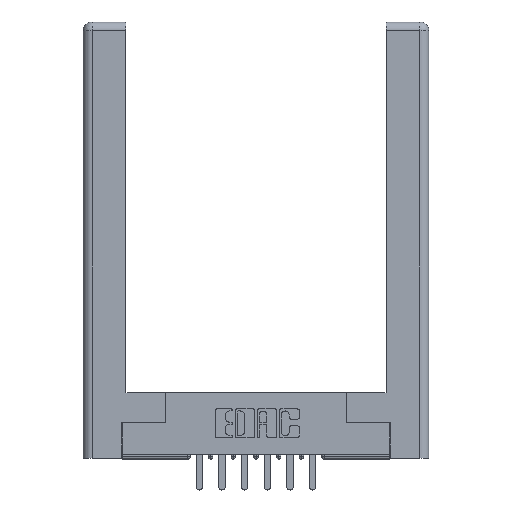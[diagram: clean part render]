
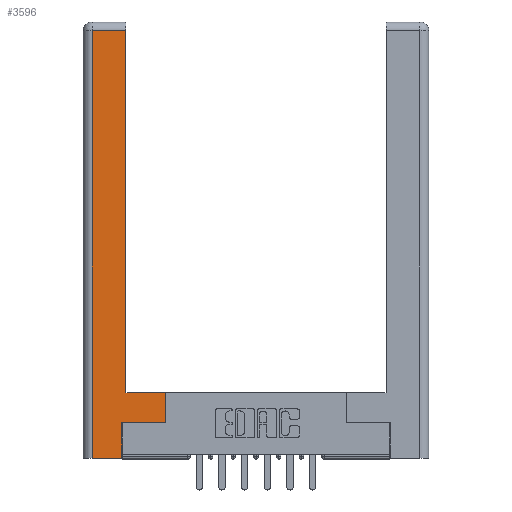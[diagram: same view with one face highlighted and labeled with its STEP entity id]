
A CAD part, top view. The second image highlights one B-rep face of the part: STEP entity #3596.
In plain terms, the highlighted planar face has unit normal (0, 0, 1).
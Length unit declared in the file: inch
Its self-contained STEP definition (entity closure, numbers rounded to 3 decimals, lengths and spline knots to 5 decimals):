
#42 = CARTESIAN_POINT ( 'NONE',  ( 0.295, 3., 0. ) ) ;
#145 = LINE ( 'NONE', #6092, #10005 ) ;
#228 = EDGE_LOOP ( 'NONE', ( #6208, #9381, #787, #11017, #12661, #13167, #1866, #7365 ) ) ;
#273 = DIRECTION ( 'NONE',  ( -1., 0., 0. ) ) ;
#787 = ORIENTED_EDGE ( 'NONE', *, *, #901, .T. ) ;
#901 = EDGE_CURVE ( 'NONE', #4776, #4421, #145, .T. ) ;
#1004 = VERTEX_POINT ( 'NONE', #10415 ) ;
#1024 = DIRECTION ( 'NONE',  ( 0., -1., 0. ) ) ;
#1042 = CARTESIAN_POINT ( 'NONE',  ( 0.265, 0.245, 0. ) ) ;
#1348 = CARTESIAN_POINT ( 'NONE',  ( 0.295, 0.45, 0. ) ) ;
#1377 = CARTESIAN_POINT ( 'NONE',  ( 0.295, 2.94, 0. ) ) ;
#1408 = VECTOR ( 'NONE', #3178, 39.37008 ) ;
#1598 = CARTESIAN_POINT ( 'NONE',  ( 0.265, 0., 0. ) ) ;
#1624 = EDGE_CURVE ( 'NONE', #6276, #1004, #12923, .T. ) ;
#1866 = ORIENTED_EDGE ( 'NONE', *, *, #5078, .T. ) ;
#1919 = VECTOR ( 'NONE', #7114, 39.37008 ) ;
#2372 = VECTOR ( 'NONE', #7628, 39.37008 ) ;
#2399 = CARTESIAN_POINT ( 'NONE',  ( 0.565, 0.45, 0. ) ) ;
#2816 = LINE ( 'NONE', #3466, #7781 ) ;
#3178 = DIRECTION ( 'NONE',  ( 0., 1., 0. ) ) ;
#3466 = CARTESIAN_POINT ( 'NONE',  ( 0.265, 0.245, 0. ) ) ;
#3516 = DIRECTION ( 'NONE',  ( 0., 1., 0. ) ) ;
#3596 = ADVANCED_FACE ( 'NONE', ( #8648 ), #7802, .F. ) ;
#4062 = CARTESIAN_POINT ( 'NONE',  ( 0.565, 0.45, 0. ) ) ;
#4160 = LINE ( 'NONE', #4062, #1919 ) ;
#4421 = VERTEX_POINT ( 'NONE', #4516 ) ;
#4516 = CARTESIAN_POINT ( 'NONE',  ( 0.0615, 0., 0. ) ) ;
#4524 = VERTEX_POINT ( 'NONE', #1377 ) ;
#4776 = VERTEX_POINT ( 'NONE', #9332 ) ;
#5078 = EDGE_CURVE ( 'NONE', #1004, #5847, #4160, .T. ) ;
#5514 = DIRECTION ( 'NONE',  ( 1., 0., 0. ) ) ;
#5847 = VERTEX_POINT ( 'NONE', #2399 ) ;
#6092 = CARTESIAN_POINT ( 'NONE',  ( 0.0615, 0., 0. ) ) ;
#6208 = ORIENTED_EDGE ( 'NONE', *, *, #11890, .T. ) ;
#6276 = VERTEX_POINT ( 'NONE', #1042 ) ;
#6768 = EDGE_CURVE ( 'NONE', #4524, #4776, #8817, .T. ) ;
#6944 = DIRECTION ( 'NONE',  ( -1., 0., 0. ) ) ;
#7114 = DIRECTION ( 'NONE',  ( 0., 1., 0. ) ) ;
#7365 = ORIENTED_EDGE ( 'NONE', *, *, #13251, .T. ) ;
#7628 = DIRECTION ( 'NONE',  ( -1., 0., 0. ) ) ;
#7667 = LINE ( 'NONE', #1348, #10092 ) ;
#7781 = VECTOR ( 'NONE', #3516, 39.37008 ) ;
#7802 = PLANE ( 'NONE',  #12297 ) ;
#8648 = FACE_OUTER_BOUND ( 'NONE', #228, .T. ) ;
#8795 = CARTESIAN_POINT ( 'NONE',  ( 0.565, 0.245, 0. ) ) ;
#8817 = LINE ( 'NONE', #12811, #2372 ) ;
#8971 = DIRECTION ( 'NONE',  ( 1., 0., 0. ) ) ;
#9231 = EDGE_CURVE ( 'NONE', #11693, #6276, #2816, .T. ) ;
#9312 = EDGE_CURVE ( 'NONE', #4421, #11693, #10195, .T. ) ;
#9332 = CARTESIAN_POINT ( 'NONE',  ( 0.0615, 2.94, 0. ) ) ;
#9381 = ORIENTED_EDGE ( 'NONE', *, *, #6768, .T. ) ;
#9869 = VERTEX_POINT ( 'NONE', #12892 ) ;
#10005 = VECTOR ( 'NONE', #1024, 39.37008 ) ;
#10092 = VECTOR ( 'NONE', #273, 39.37008 ) ;
#10195 = LINE ( 'NONE', #11745, #12658 ) ;
#10415 = CARTESIAN_POINT ( 'NONE',  ( 0.565, 0.245, 0. ) ) ;
#10796 = VECTOR ( 'NONE', #8971, 39.37008 ) ;
#11017 = ORIENTED_EDGE ( 'NONE', *, *, #9312, .T. ) ;
#11087 = CARTESIAN_POINT ( 'NONE',  ( 0., 0., 0. ) ) ;
#11297 = LINE ( 'NONE', #42, #1408 ) ;
#11693 = VERTEX_POINT ( 'NONE', #1598 ) ;
#11745 = CARTESIAN_POINT ( 'NONE',  ( 0.265, 0., 0. ) ) ;
#11890 = EDGE_CURVE ( 'NONE', #9869, #4524, #11297, .T. ) ;
#12297 = AXIS2_PLACEMENT_3D ( 'NONE', #11087, #13181, #6944 ) ;
#12658 = VECTOR ( 'NONE', #5514, 39.37008 ) ;
#12661 = ORIENTED_EDGE ( 'NONE', *, *, #9231, .T. ) ;
#12811 = CARTESIAN_POINT ( 'NONE',  ( 0.0615, 2.94, 0. ) ) ;
#12892 = CARTESIAN_POINT ( 'NONE',  ( 0.295, 0.45, 0. ) ) ;
#12923 = LINE ( 'NONE', #8795, #10796 ) ;
#13167 = ORIENTED_EDGE ( 'NONE', *, *, #1624, .T. ) ;
#13181 = DIRECTION ( 'NONE',  ( 0., 0., -1. ) ) ;
#13251 = EDGE_CURVE ( 'NONE', #5847, #9869, #7667, .T. ) ;
